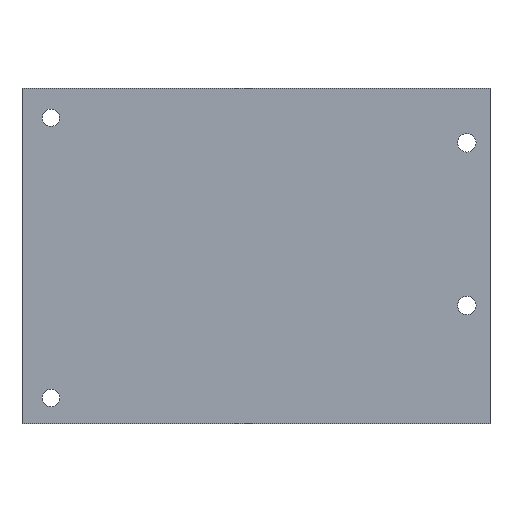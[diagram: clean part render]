
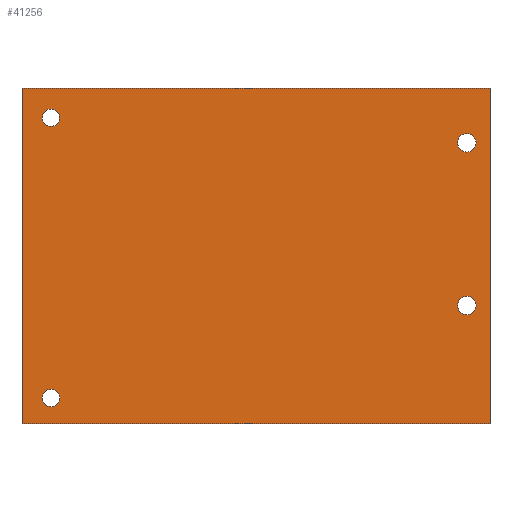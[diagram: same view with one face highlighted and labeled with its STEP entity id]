
A CAD part, front view. The second image highlights one B-rep face of the part: STEP entity #41256.
In plain terms, the highlighted planar face has unit normal (0, -1, 0).
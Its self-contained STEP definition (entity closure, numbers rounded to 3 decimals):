
#2811=FACE_BOUND('',#6161,.T.);
#2812=FACE_BOUND('',#6162,.T.);
#2813=FACE_BOUND('',#6163,.T.);
#2814=FACE_BOUND('',#6164,.T.);
#3051=CIRCLE('',#43569,1.5);
#3052=CIRCLE('',#43571,1.5);
#3053=CIRCLE('',#43577,1.6);
#3054=CIRCLE('',#43578,1.6);
#3928=FACE_OUTER_BOUND('',#6160,.T.);
#6160=EDGE_LOOP('',(#27918,#27919,#27920,#27921));
#6161=EDGE_LOOP('',(#27922));
#6162=EDGE_LOOP('',(#27923));
#6163=EDGE_LOOP('',(#27924));
#6164=EDGE_LOOP('',(#27925));
#8511=LINE('',#58002,#13385);
#8513=LINE('',#58006,#13387);
#8515=LINE('',#58010,#13389);
#8517=LINE('',#58013,#13391);
#13385=VECTOR('',#46875,10.);
#13387=VECTOR('',#46879,10.);
#13389=VECTOR('',#46883,10.);
#13391=VECTOR('',#46887,10.);
#18322=VERTEX_POINT('',#57991);
#18323=VERTEX_POINT('',#57995);
#18324=VERTEX_POINT('',#57999);
#18325=VERTEX_POINT('',#58001);
#18326=VERTEX_POINT('',#58005);
#18327=VERTEX_POINT('',#58009);
#18328=VERTEX_POINT('',#58015);
#18329=VERTEX_POINT('',#58017);
#22051=EDGE_CURVE('',#18322,#18322,#3051,.T.);
#22053=EDGE_CURVE('',#18323,#18323,#3052,.T.);
#22056=EDGE_CURVE('',#18325,#18324,#8511,.T.);
#22058=EDGE_CURVE('',#18326,#18325,#8513,.T.);
#22060=EDGE_CURVE('',#18327,#18326,#8515,.T.);
#22062=EDGE_CURVE('',#18324,#18327,#8517,.T.);
#22063=EDGE_CURVE('',#18328,#18328,#3053,.T.);
#22064=EDGE_CURVE('',#18329,#18329,#3054,.T.);
#27918=ORIENTED_EDGE('',*,*,#22062,.T.);
#27919=ORIENTED_EDGE('',*,*,#22060,.T.);
#27920=ORIENTED_EDGE('',*,*,#22058,.T.);
#27921=ORIENTED_EDGE('',*,*,#22056,.T.);
#27922=ORIENTED_EDGE('',*,*,#22063,.T.);
#27923=ORIENTED_EDGE('',*,*,#22064,.T.);
#27924=ORIENTED_EDGE('',*,*,#22053,.T.);
#27925=ORIENTED_EDGE('',*,*,#22051,.T.);
#39567=PLANE('',#43576);
#41256=ADVANCED_FACE('',(#3928,#2811,#2812,#2813,#2814),#39567,.T.);
#43569=AXIS2_PLACEMENT_3D('',#57992,#46864,#46865);
#43571=AXIS2_PLACEMENT_3D('',#57996,#46869,#46870);
#43576=AXIS2_PLACEMENT_3D('',#58014,#46888,#46889);
#43577=AXIS2_PLACEMENT_3D('',#58016,#46890,#46891);
#43578=AXIS2_PLACEMENT_3D('',#58018,#46892,#46893);
#46864=DIRECTION('center_axis',(0.,1.,0.));
#46865=DIRECTION('ref_axis',(-1.,0.,0.));
#46869=DIRECTION('center_axis',(0.,1.,0.));
#46870=DIRECTION('ref_axis',(-1.,0.,0.));
#46875=DIRECTION('',(0.,0.,-1.));
#46879=DIRECTION('',(-1.,0.,0.));
#46883=DIRECTION('',(0.,0.,1.));
#46887=DIRECTION('',(1.,0.,0.));
#46888=DIRECTION('center_axis',(0.,-1.,0.));
#46889=DIRECTION('ref_axis',(0.,0.,-1.));
#46890=DIRECTION('center_axis',(0.,1.,0.));
#46891=DIRECTION('ref_axis',(-1.,0.,0.));
#46892=DIRECTION('center_axis',(0.,1.,0.));
#46893=DIRECTION('ref_axis',(-1.,0.,0.));
#57991=CARTESIAN_POINT('',(-37.47,-8.,23.67));
#57992=CARTESIAN_POINT('Origin',(-38.97,-8.,23.67));
#57995=CARTESIAN_POINT('',(-37.47,-8.,-24.83));
#57996=CARTESIAN_POINT('Origin',(-38.97,-8.,-24.83));
#57999=CARTESIAN_POINT('',(-43.97,-8.,-29.25));
#58001=CARTESIAN_POINT('',(-43.97,-8.,28.75));
#58002=CARTESIAN_POINT('',(-43.97,-8.,28.75));
#58005=CARTESIAN_POINT('',(37.03,-8.,28.75));
#58006=CARTESIAN_POINT('',(37.03,-8.,28.75));
#58009=CARTESIAN_POINT('',(37.03,-8.,-29.25));
#58010=CARTESIAN_POINT('',(37.03,-8.,-29.25));
#58013=CARTESIAN_POINT('',(-43.97,-8.,-29.25));
#58014=CARTESIAN_POINT('Origin',(-3.47,-8.,-0.25));
#58015=CARTESIAN_POINT('',(33.03,-8.,17.74));
#58016=CARTESIAN_POINT('Origin',(33.03,-8.,19.34));
#58017=CARTESIAN_POINT('',(33.03,-8.,-10.43));
#58018=CARTESIAN_POINT('Origin',(33.03,-8.,-8.83));
